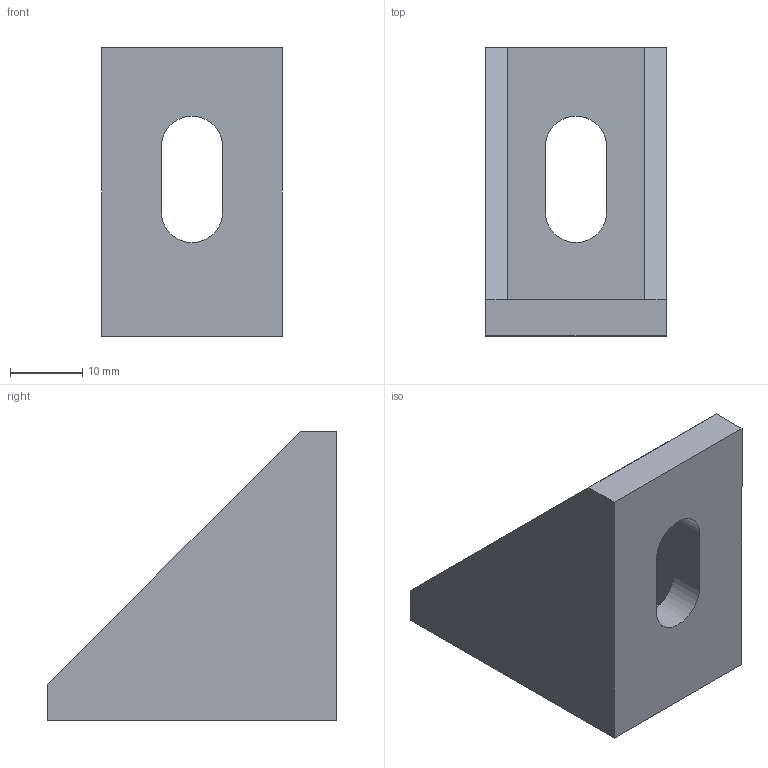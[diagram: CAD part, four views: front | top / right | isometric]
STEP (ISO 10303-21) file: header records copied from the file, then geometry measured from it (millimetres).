
FILE_DESCRIPTION (( 'STEP AP203' ), '1' );
FILE_NAME ('AL-310.3000A.01 Óãëîâîé ñîåäèíèòåëü 30x60 Òèï 2.STEP', '2025-03-31T09:38:52', ( '' ), ( '' ), 'SwSTEP 2.0', 'SolidWorks 2021', '' );
FILE_SCHEMA (( 'CONFIG_CONTROL_DESIGN' ));
Length unit declared in the file: millimetre
Products named in the file (1): AL-310.3000A.01 Óãëîâîé ñîåäèíèòåëü 30x60 Òèï 2
Bounding box: 25 x 40 x 40 mm (x, y, z)
Volume: 11717.5 mm3; surface area: 6991 mm2
Topology: 1 solids, 1 shells, 20 faces, 50 edges, 32 vertices
Faces by surface type: plane 16, cylinder 4
Entity records: 675 total; most frequent: CARTESIAN_POINT 103, DIRECTION 100, ORIENTED_EDGE 100, EDGE_CURVE 50, LINE 42, VECTOR 42, VERTEX_POINT 32, AXIS2_PLACEMENT_3D 29
